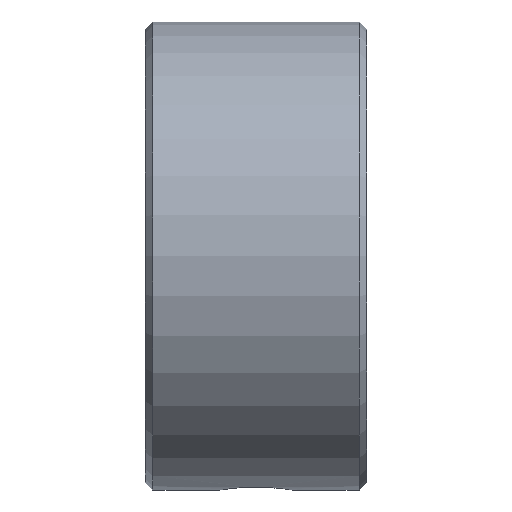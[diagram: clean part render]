
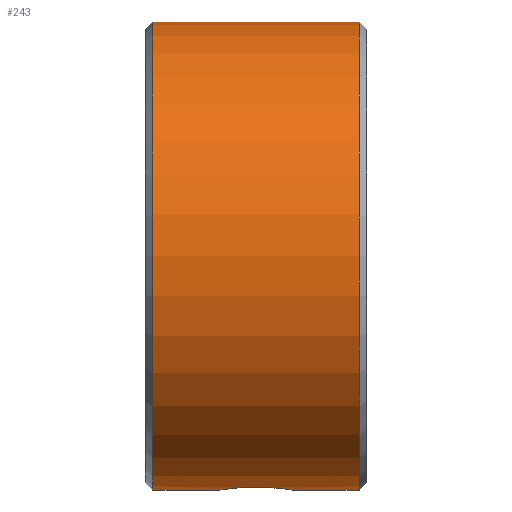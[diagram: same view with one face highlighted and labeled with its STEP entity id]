
A CAD part, top view. The second image highlights one B-rep face of the part: STEP entity #243.
In plain terms, the highlighted cylindrical face has radius 15.875 mm (diameter 31.75 mm), a full revolution.
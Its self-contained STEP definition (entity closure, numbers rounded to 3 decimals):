
#80=B_SPLINE_CURVE_WITH_KNOTS('',3,(#413,#414,#415,#416,#417,#418,#419,
#420,#421,#422,#423,#424,#425,#426,#427,#428,#429,#430),.UNSPECIFIED.,.F.,
 .F.,(4,2,2,2,2,2,2,2,4),(0.371,0.464,0.557,
0.649,0.742,0.835,0.928,
1.02,1.113),.UNSPECIFIED.);
#81=B_SPLINE_CURVE_WITH_KNOTS('',3,(#433,#434,#435,#436,#437,#438,#439,
#440,#441,#442),.UNSPECIFIED.,.F.,.F.,(4,2,2,2,4),(1.113,1.206,
1.299,1.392,1.484),.UNSPECIFIED.);
#82=B_SPLINE_CURVE_WITH_KNOTS('',3,(#443,#444,#445,#446,#447,#448,#449,
#450,#451,#452),.UNSPECIFIED.,.F.,.F.,(4,2,2,2,4),(0.,0.093,
0.186,0.278,0.371),.UNSPECIFIED.);
#86=CYLINDRICAL_SURFACE('',#278,15.875);
#90=FACE_OUTER_BOUND('',#99,.T.);
#99=EDGE_LOOP('',(#189,#190,#191,#192,#193,#194,#195,#196,#197,#198,#199));
#110=LINE('',#411,#119);
#111=LINE('',#431,#120);
#119=VECTOR('',#328,15.875);
#120=VECTOR('',#329,15.875);
#127=CIRCLE('',#275,15.875);
#128=CIRCLE('',#276,15.875);
#130=CIRCLE('',#279,15.875);
#131=CIRCLE('',#280,15.875);
#139=VERTEX_POINT('',#398);
#140=VERTEX_POINT('',#399);
#142=VERTEX_POINT('',#406);
#143=VERTEX_POINT('',#407);
#144=VERTEX_POINT('',#410);
#145=VERTEX_POINT('',#412);
#146=VERTEX_POINT('',#432);
#157=EDGE_CURVE('',#139,#140,#127,.T.);
#158=EDGE_CURVE('',#140,#139,#128,.T.);
#161=EDGE_CURVE('',#142,#143,#130,.T.);
#162=EDGE_CURVE('',#143,#142,#131,.T.);
#163=EDGE_CURVE('',#143,#144,#110,.T.);
#164=EDGE_CURVE('',#144,#145,#80,.T.);
#165=EDGE_CURVE('',#145,#140,#111,.T.);
#166=EDGE_CURVE('',#145,#146,#81,.T.);
#167=EDGE_CURVE('',#146,#144,#82,.T.);
#189=ORIENTED_EDGE('',*,*,#161,.F.);
#190=ORIENTED_EDGE('',*,*,#162,.F.);
#191=ORIENTED_EDGE('',*,*,#163,.T.);
#192=ORIENTED_EDGE('',*,*,#164,.T.);
#193=ORIENTED_EDGE('',*,*,#165,.T.);
#194=ORIENTED_EDGE('',*,*,#157,.F.);
#195=ORIENTED_EDGE('',*,*,#158,.F.);
#196=ORIENTED_EDGE('',*,*,#165,.F.);
#197=ORIENTED_EDGE('',*,*,#166,.T.);
#198=ORIENTED_EDGE('',*,*,#167,.T.);
#199=ORIENTED_EDGE('',*,*,#163,.F.);
#243=ADVANCED_FACE('',(#90),#86,.T.);
#275=AXIS2_PLACEMENT_3D('',#400,#315,#316);
#276=AXIS2_PLACEMENT_3D('',#401,#317,#318);
#278=AXIS2_PLACEMENT_3D('',#405,#322,#323);
#279=AXIS2_PLACEMENT_3D('',#408,#324,#325);
#280=AXIS2_PLACEMENT_3D('',#409,#326,#327);
#315=DIRECTION('center_axis',(-1.,0.,0.));
#316=DIRECTION('ref_axis',(0.,-1.,0.));
#317=DIRECTION('center_axis',(-1.,0.,0.));
#318=DIRECTION('ref_axis',(0.,-1.,0.));
#322=DIRECTION('center_axis',(1.,0.,0.));
#323=DIRECTION('ref_axis',(0.,1.,0.));
#324=DIRECTION('center_axis',(1.,0.,0.));
#325=DIRECTION('ref_axis',(0.,-1.,0.));
#326=DIRECTION('center_axis',(1.,0.,0.));
#327=DIRECTION('ref_axis',(0.,-1.,0.));
#328=DIRECTION('',(-1.,0.,0.));
#329=DIRECTION('',(-1.,0.,0.));
#398=CARTESIAN_POINT('',(-7.,15.875,0.));
#399=CARTESIAN_POINT('',(-7.,-15.875,0.));
#400=CARTESIAN_POINT('Origin',(-7.,0.,0.));
#401=CARTESIAN_POINT('Origin',(-7.,0.,0.));
#405=CARTESIAN_POINT('Origin',(0.,0.,
0.));
#406=CARTESIAN_POINT('',(7.,15.875,0.));
#407=CARTESIAN_POINT('',(7.,-15.875,0.));
#408=CARTESIAN_POINT('Origin',(7.,0.,0.));
#409=CARTESIAN_POINT('Origin',(7.,0.,0.));
#410=CARTESIAN_POINT('',(2.459,-15.875,0.));
#411=CARTESIAN_POINT('',(0.,-15.875,0.));
#412=CARTESIAN_POINT('',(-2.459,-15.875,0.));
#413=CARTESIAN_POINT('Ctrl Pts',(2.459,-15.875,0.));
#414=CARTESIAN_POINT('Ctrl Pts',(2.459,-15.875,-0.309));
#415=CARTESIAN_POINT('Ctrl Pts',(2.397,-15.865,-0.639));
#416=CARTESIAN_POINT('Ctrl Pts',(2.146,-15.829,-1.244));
#417=CARTESIAN_POINT('Ctrl Pts',(1.956,-15.804,-1.52));
#418=CARTESIAN_POINT('Ctrl Pts',(1.52,-15.756,-1.956));
#419=CARTESIAN_POINT('Ctrl Pts',(1.244,-15.73,-2.146));
#420=CARTESIAN_POINT('Ctrl Pts',(0.639,-15.694,-2.397));
#421=CARTESIAN_POINT('Ctrl Pts',(0.309,-15.683,-2.459));
#422=CARTESIAN_POINT('Ctrl Pts',(-0.309,-15.683,-2.459));
#423=CARTESIAN_POINT('Ctrl Pts',(-0.639,-15.694,-2.397));
#424=CARTESIAN_POINT('Ctrl Pts',(-1.244,-15.73,-2.146));
#425=CARTESIAN_POINT('Ctrl Pts',(-1.52,-15.756,-1.956));
#426=CARTESIAN_POINT('Ctrl Pts',(-1.956,-15.804,-1.52));
#427=CARTESIAN_POINT('Ctrl Pts',(-2.146,-15.829,-1.244));
#428=CARTESIAN_POINT('Ctrl Pts',(-2.397,-15.865,-0.639));
#429=CARTESIAN_POINT('Ctrl Pts',(-2.459,-15.875,-0.309));
#430=CARTESIAN_POINT('Ctrl Pts',(-2.459,-15.875,0.));
#431=CARTESIAN_POINT('',(0.,-15.875,0.));
#432=CARTESIAN_POINT('',(0.,-15.683,2.459));
#433=CARTESIAN_POINT('Ctrl Pts',(-2.459,-15.875,0.));
#434=CARTESIAN_POINT('Ctrl Pts',(-2.459,-15.875,0.309));
#435=CARTESIAN_POINT('Ctrl Pts',(-2.397,-15.865,0.639));
#436=CARTESIAN_POINT('Ctrl Pts',(-2.146,-15.829,1.244));
#437=CARTESIAN_POINT('Ctrl Pts',(-1.956,-15.804,1.52));
#438=CARTESIAN_POINT('Ctrl Pts',(-1.52,-15.756,1.956));
#439=CARTESIAN_POINT('Ctrl Pts',(-1.244,-15.73,2.146));
#440=CARTESIAN_POINT('Ctrl Pts',(-0.639,-15.694,2.397));
#441=CARTESIAN_POINT('Ctrl Pts',(-0.309,-15.683,2.459));
#442=CARTESIAN_POINT('Ctrl Pts',(0.,-15.683,
2.459));
#443=CARTESIAN_POINT('Ctrl Pts',(0.,-15.683,2.459));
#444=CARTESIAN_POINT('Ctrl Pts',(0.309,-15.683,2.459));
#445=CARTESIAN_POINT('Ctrl Pts',(0.639,-15.694,2.397));
#446=CARTESIAN_POINT('Ctrl Pts',(1.244,-15.73,2.146));
#447=CARTESIAN_POINT('Ctrl Pts',(1.52,-15.756,1.956));
#448=CARTESIAN_POINT('Ctrl Pts',(1.956,-15.804,1.52));
#449=CARTESIAN_POINT('Ctrl Pts',(2.146,-15.829,1.244));
#450=CARTESIAN_POINT('Ctrl Pts',(2.397,-15.865,0.639));
#451=CARTESIAN_POINT('Ctrl Pts',(2.459,-15.875,0.309));
#452=CARTESIAN_POINT('Ctrl Pts',(2.459,-15.875,0.));
